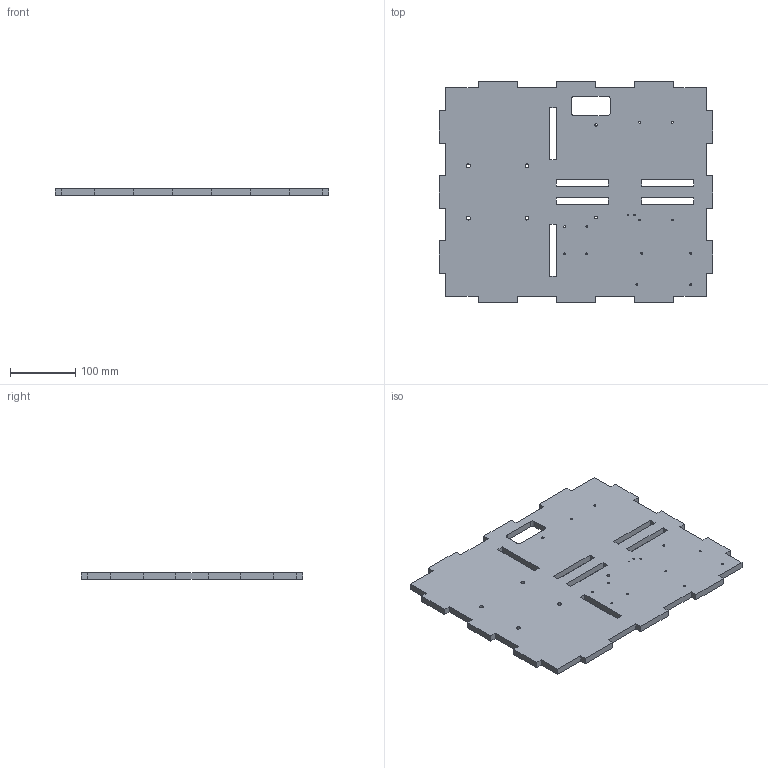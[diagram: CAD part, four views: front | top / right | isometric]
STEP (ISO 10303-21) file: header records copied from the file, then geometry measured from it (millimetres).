
FILE_DESCRIPTION(('FreeCAD Model'),'2;1');
FILE_NAME('Base.step','2020-04-17T11:05:49',('Author'),(''), 'Open CASCADE STEP processor 7.3','FreeCAD','Unknown');
FILE_SCHEMA(('AUTOMOTIVE_DESIGN { 1 0 10303 214 1 1 1 1 }'));
Length unit declared in the file: millimetre
Products named in the file (1): Pocket006
Bounding box: 420.4 x 340 x 10 mm (x, y, z)
Volume: 1279173.6 mm3; surface area: 287420 mm2
Topology: 1 solids, 1 shells, 106 faces, 312 edges, 208 vertices
Faces by surface type: plane 82, cylinder 24
Full cylindrical faces by diameter (mm): 2.4 x2, 3 x12, 4 x2, 6 x4
Entity records: 7826 total; most frequent: CARTESIAN_POINT 1547, DIRECTION 1142, LINE 832, VECTOR 832, ORIENTED_EDGE 624, PCURVE 624, DEFINITIONAL_REPRESENTATION 624, EDGE_CURVE 312
